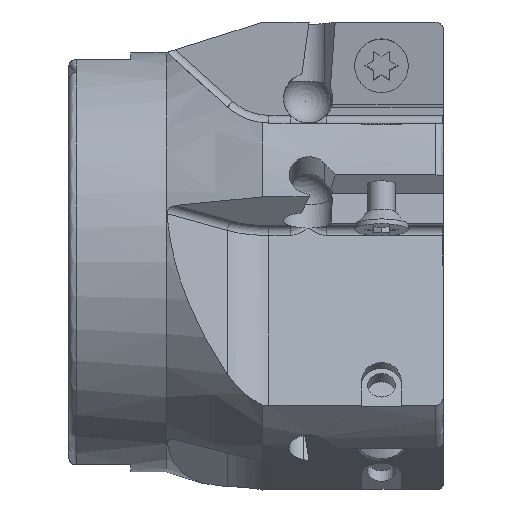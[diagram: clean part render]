
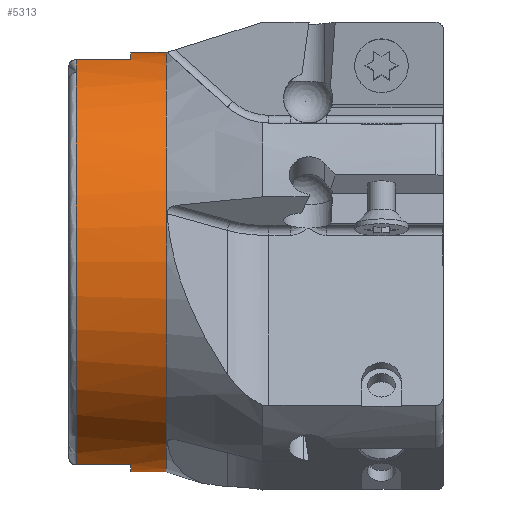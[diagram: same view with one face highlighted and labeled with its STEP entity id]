
A CAD part, front view. The second image highlights one B-rep face of the part: STEP entity #5313.
In plain terms, the highlighted cylindrical face has radius 21.488 mm (diameter 42.977 mm), a full revolution.
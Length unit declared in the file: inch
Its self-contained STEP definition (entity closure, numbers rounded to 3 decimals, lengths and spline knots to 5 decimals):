
#222=FACE_BOUND('',#1012,.T.);
#671=FACE_OUTER_BOUND('',#1011,.T.);
#1011=EDGE_LOOP('',(#4772,#4773,#4774,#4775,#4776,#4777,#4778,#4779));
#1012=EDGE_LOOP('',(#4780));
#1412=LINE('',#9995,#1820);
#1418=LINE('',#10006,#1826);
#1419=LINE('',#10010,#1827);
#1420=LINE('',#10013,#1828);
#1820=VECTOR('',#7301,0.21875);
#1826=VECTOR('',#7311,0.21875);
#1827=VECTOR('',#7316,0.21875);
#1828=VECTOR('',#7319,0.21875);
#2034=CIRCLE('',#5789,0.846);
#2052=CIRCLE('',#5832,0.846);
#2055=CIRCLE('',#5839,0.846);
#2057=CIRCLE('',#5850,0.846);
#2058=CIRCLE('',#5851,0.846);
#2508=VERTEX_POINT('',#9688);
#2537=VERTEX_POINT('',#9827);
#2538=VERTEX_POINT('',#9836);
#2549=VERTEX_POINT('',#9912);
#2550=VERTEX_POINT('',#9921);
#2557=VERTEX_POINT('',#9994);
#2560=VERTEX_POINT('',#10004);
#2561=VERTEX_POINT('',#10009);
#2562=VERTEX_POINT('',#10011);
#3230=EDGE_CURVE('',#2508,#2508,#2034,.T.);
#3268=EDGE_CURVE('',#2537,#2538,#2052,.T.);
#3283=EDGE_CURVE('',#2549,#2550,#2055,.T.);
#3298=EDGE_CURVE('',#2550,#2557,#1412,.T.);
#3304=EDGE_CURVE('',#2560,#2537,#1418,.T.);
#3305=EDGE_CURVE('',#2557,#2560,#2057,.T.);
#3306=EDGE_CURVE('',#2561,#2549,#1419,.T.);
#3307=EDGE_CURVE('',#2562,#2561,#2058,.T.);
#3308=EDGE_CURVE('',#2538,#2562,#1420,.T.);
#4772=ORIENTED_EDGE('',*,*,#3268,.F.);
#4773=ORIENTED_EDGE('',*,*,#3304,.F.);
#4774=ORIENTED_EDGE('',*,*,#3305,.F.);
#4775=ORIENTED_EDGE('',*,*,#3298,.F.);
#4776=ORIENTED_EDGE('',*,*,#3283,.F.);
#4777=ORIENTED_EDGE('',*,*,#3306,.F.);
#4778=ORIENTED_EDGE('',*,*,#3307,.F.);
#4779=ORIENTED_EDGE('',*,*,#3308,.F.);
#4780=ORIENTED_EDGE('',*,*,#3230,.T.);
#4906=CYLINDRICAL_SURFACE('',#5849,0.846);
#5313=ADVANCED_FACE('',(#671,#222),#4906,.T.);
#5789=AXIS2_PLACEMENT_3D('',#9689,#7162,#7163);
#5832=AXIS2_PLACEMENT_3D('',#9837,#7259,#7260);
#5839=AXIS2_PLACEMENT_3D('',#9922,#7279,#7280);
#5849=AXIS2_PLACEMENT_3D('',#10007,#7312,#7313);
#5850=AXIS2_PLACEMENT_3D('',#10008,#7314,#7315);
#5851=AXIS2_PLACEMENT_3D('',#10012,#7317,#7318);
#7162=DIRECTION('center_axis',(-1.,0.,0.));
#7163=DIRECTION('ref_axis',(0.,0.,1.));
#7259=DIRECTION('center_axis',(-1.,0.,0.));
#7260=DIRECTION('ref_axis',(0.,-1.,0.));
#7279=DIRECTION('center_axis',(-1.,0.,0.));
#7280=DIRECTION('ref_axis',(0.,1.,0.));
#7301=DIRECTION('',(1.,0.,0.));
#7311=DIRECTION('',(-1.,0.,0.));
#7312=DIRECTION('center_axis',(-1.,0.,0.));
#7313=DIRECTION('ref_axis',(0.,-1.,0.));
#7314=DIRECTION('center_axis',(-1.,0.,0.));
#7315=DIRECTION('ref_axis',(0.,-1.,0.));
#7316=DIRECTION('',(-1.,0.,0.));
#7317=DIRECTION('center_axis',(-1.,0.,0.));
#7318=DIRECTION('ref_axis',(0.,-1.,0.));
#7319=DIRECTION('',(1.,0.,0.));
#9688=CARTESIAN_POINT('',(0.3937,-0.846,0.));
#9689=CARTESIAN_POINT('Origin',(0.3937,0.,0.));
#9827=CARTESIAN_POINT('',(0.03125,-0.22159,-0.81646));
#9836=CARTESIAN_POINT('',(0.03125,-0.22159,0.81646));
#9837=CARTESIAN_POINT('Origin',(0.03125,0.,0.));
#9912=CARTESIAN_POINT('',(0.03125,0.22159,0.81646));
#9921=CARTESIAN_POINT('',(0.03125,0.22159,-0.81646));
#9922=CARTESIAN_POINT('Origin',(0.03125,0.,0.));
#9994=CARTESIAN_POINT('',(0.25,0.22159,-0.81646));
#9995=CARTESIAN_POINT('',(0.19685,0.22159,-0.81646));
#10004=CARTESIAN_POINT('',(0.25,-0.22159,-0.81646));
#10006=CARTESIAN_POINT('',(0.19685,-0.22159,-0.81646));
#10007=CARTESIAN_POINT('Origin',(0.19685,0.,0.));
#10008=CARTESIAN_POINT('Origin',(0.25,0.,0.));
#10009=CARTESIAN_POINT('',(0.25,0.22159,0.81646));
#10010=CARTESIAN_POINT('',(0.19685,0.22159,0.81646));
#10011=CARTESIAN_POINT('',(0.25,-0.22159,0.81646));
#10012=CARTESIAN_POINT('Origin',(0.25,0.,0.));
#10013=CARTESIAN_POINT('',(0.19685,-0.22159,0.81646));
